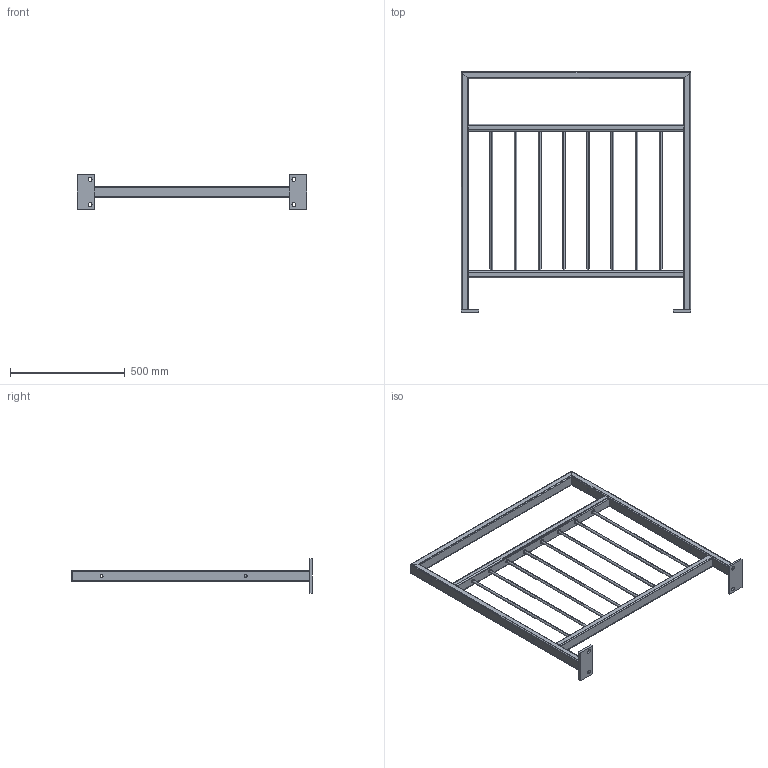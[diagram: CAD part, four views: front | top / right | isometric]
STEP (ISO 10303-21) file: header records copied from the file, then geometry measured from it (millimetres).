
FILE_DESCRIPTION (( 'STEP AP203' ), '1' );
FILE_NAME ('220035B.STEP', '2024-11-08T09:38:10', ( '' ), ( '' ), 'SwSTEP 2.0', 'SolidWorks 2023', '' );
FILE_SCHEMA (( 'CONFIG_CONTROL_DESIGN' ));
Length unit declared in the file: millimetre
Products named in the file (1): 220035B
Bounding box: 1000 x 1050 x 150 mm (x, y, z)
Volume: 2657575.2 mm3; surface area: 1643621.7 mm2
Topology: 31 solids, 31 shells, 238 faces, 544 edges, 352 vertices
Faces by surface type: cylinder 112, plane 94, cone 32
Entity records: 6885 total; most frequent: CARTESIAN_POINT 1231, DIRECTION 1214, ORIENTED_EDGE 1088, EDGE_CURVE 544, AXIS2_PLACEMENT_3D 463, VERTEX_POINT 352, EDGE_LOOP 288, LINE 288
